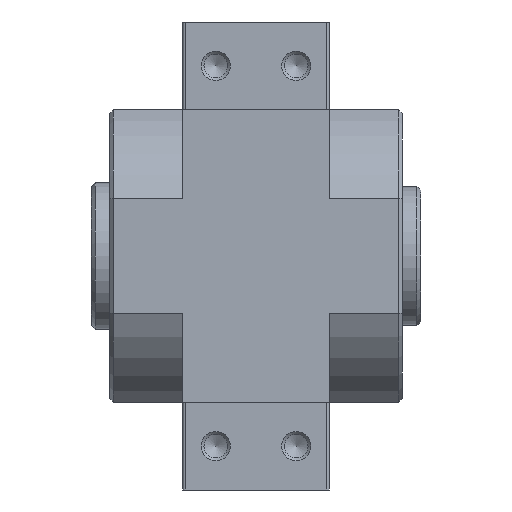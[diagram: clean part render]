
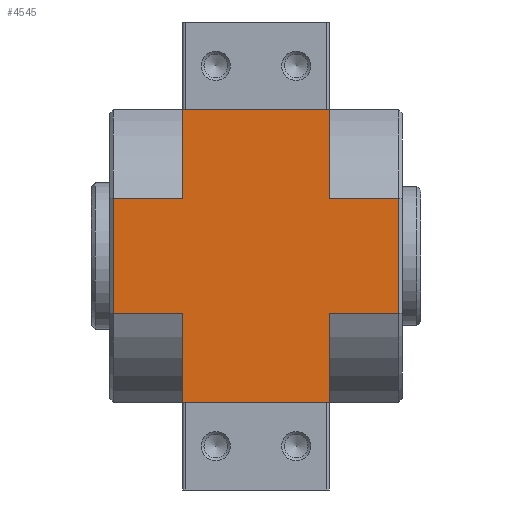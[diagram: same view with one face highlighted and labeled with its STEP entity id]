
A CAD part, left-side view. The second image highlights one B-rep face of the part: STEP entity #4545.
In plain terms, the highlighted planar face has unit normal (-1, 0, 0).
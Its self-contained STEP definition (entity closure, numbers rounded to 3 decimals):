
#280=LINE('',#6778,#530);
#288=LINE('',#6845,#538);
#295=LINE('',#6904,#545);
#296=LINE('',#6907,#546);
#297=LINE('',#6908,#547);
#298=LINE('',#6910,#548);
#299=LINE('',#6912,#549);
#300=LINE('',#6914,#550);
#301=LINE('',#6916,#551);
#302=LINE('',#6917,#552);
#303=LINE('',#6919,#553);
#304=LINE('',#6921,#554);
#530=VECTOR('',#5394,1000.);
#538=VECTOR('',#5422,1000.);
#545=VECTOR('',#5449,1000.);
#546=VECTOR('',#5450,1000.);
#547=VECTOR('',#5451,1000.);
#548=VECTOR('',#5452,1000.);
#549=VECTOR('',#5453,1000.);
#550=VECTOR('',#5454,1000.);
#551=VECTOR('',#5455,1000.);
#552=VECTOR('',#5456,1000.);
#553=VECTOR('',#5457,1000.);
#554=VECTOR('',#5458,1000.);
#862=ORIENTED_EDGE('',*,*,#1899,.T.);
#863=ORIENTED_EDGE('',*,*,#1900,.T.);
#864=ORIENTED_EDGE('',*,*,#1859,.F.);
#865=ORIENTED_EDGE('',*,*,#1901,.T.);
#866=ORIENTED_EDGE('',*,*,#1902,.T.);
#867=ORIENTED_EDGE('',*,*,#1903,.F.);
#868=ORIENTED_EDGE('',*,*,#1904,.T.);
#869=ORIENTED_EDGE('',*,*,#1905,.T.);
#870=ORIENTED_EDGE('',*,*,#1880,.T.);
#871=ORIENTED_EDGE('',*,*,#1906,.T.);
#872=ORIENTED_EDGE('',*,*,#1907,.T.);
#873=ORIENTED_EDGE('',*,*,#1908,.T.);
#1859=EDGE_CURVE('',#2379,#2380,#280,.T.);
#1880=EDGE_CURVE('',#2397,#2396,#288,.T.);
#1899=EDGE_CURVE('',#2411,#2412,#295,.T.);
#1900=EDGE_CURVE('',#2412,#2380,#296,.F.);
#1901=EDGE_CURVE('',#2379,#2413,#297,.T.);
#1902=EDGE_CURVE('',#2413,#2414,#298,.T.);
#1903=EDGE_CURVE('',#2415,#2414,#299,.T.);
#1904=EDGE_CURVE('',#2415,#2416,#300,.T.);
#1905=EDGE_CURVE('',#2416,#2397,#301,.F.);
#1906=EDGE_CURVE('',#2396,#2417,#302,.T.);
#1907=EDGE_CURVE('',#2417,#2418,#303,.T.);
#1908=EDGE_CURVE('',#2418,#2411,#304,.T.);
#2379=VERTEX_POINT('',#6777);
#2380=VERTEX_POINT('',#6779);
#2396=VERTEX_POINT('',#6844);
#2397=VERTEX_POINT('',#6846);
#2411=VERTEX_POINT('',#6905);
#2412=VERTEX_POINT('',#6906);
#2413=VERTEX_POINT('',#6909);
#2414=VERTEX_POINT('',#6911);
#2415=VERTEX_POINT('',#6913);
#2416=VERTEX_POINT('',#6915);
#2417=VERTEX_POINT('',#6918);
#2418=VERTEX_POINT('',#6920);
#2982=EDGE_LOOP('',(#862,#863,#864,#865,#866,#867,#868,#869,#870,#871,#872,
#873));
#3368=FACE_BOUND('',#2982,.T.);
#3751=PLANE('',#4861);
#4545=ADVANCED_FACE('',(#3368),#3751,.F.);
#4861=AXIS2_PLACEMENT_3D('',#6903,#5447,#5448);
#5394=DIRECTION('',(0.,0.,-1.));
#5422=DIRECTION('',(0.,0.,-1.));
#5447=DIRECTION('',(1.,0.,0.));
#5448=DIRECTION('',(0.,0.,-1.));
#5449=DIRECTION('',(0.,0.,1.));
#5450=DIRECTION('',(0.,1.,0.));
#5451=DIRECTION('',(0.,1.,0.));
#5452=DIRECTION('',(0.,0.,1.));
#5453=DIRECTION('',(0.,-1.,0.));
#5454=DIRECTION('',(0.,0.,-1.));
#5455=DIRECTION('',(0.,-1.,0.));
#5456=DIRECTION('',(0.,-1.,0.));
#5457=DIRECTION('',(0.,0.,-1.));
#5458=DIRECTION('',(0.,-1.,0.));
#6777=CARTESIAN_POINT('',(-20.,-19.5,7.89));
#6778=CARTESIAN_POINT('',(-20.,-19.5,20.));
#6779=CARTESIAN_POINT('',(-20.,-19.5,-7.89));
#6844=CARTESIAN_POINT('',(-20.,19.5,-7.89));
#6845=CARTESIAN_POINT('',(-20.,19.5,20.));
#6846=CARTESIAN_POINT('',(-20.,19.5,7.89));
#6903=CARTESIAN_POINT('',(-20.,19.5,20.));
#6904=CARTESIAN_POINT('',(-20.,-10.,20.));
#6905=CARTESIAN_POINT('',(-20.,-10.,-20.));
#6906=CARTESIAN_POINT('',(-20.,-10.,-7.89));
#6907=CARTESIAN_POINT('',(-20.,-10.,-7.89));
#6908=CARTESIAN_POINT('',(-20.,-10.,7.89));
#6909=CARTESIAN_POINT('',(-20.,-10.,7.89));
#6910=CARTESIAN_POINT('',(-20.,-10.,20.));
#6911=CARTESIAN_POINT('',(-20.,-10.,20.));
#6912=CARTESIAN_POINT('',(-20.,19.5,20.));
#6913=CARTESIAN_POINT('',(-20.,10.,20.));
#6914=CARTESIAN_POINT('',(-20.,10.,20.));
#6915=CARTESIAN_POINT('',(-20.,10.,7.89));
#6916=CARTESIAN_POINT('',(-20.,10.,7.89));
#6917=CARTESIAN_POINT('',(-20.,10.,-7.89));
#6918=CARTESIAN_POINT('',(-20.,10.,-7.89));
#6919=CARTESIAN_POINT('',(-20.,10.,20.));
#6920=CARTESIAN_POINT('',(-20.,10.,-20.));
#6921=CARTESIAN_POINT('',(-20.,19.5,-20.));
